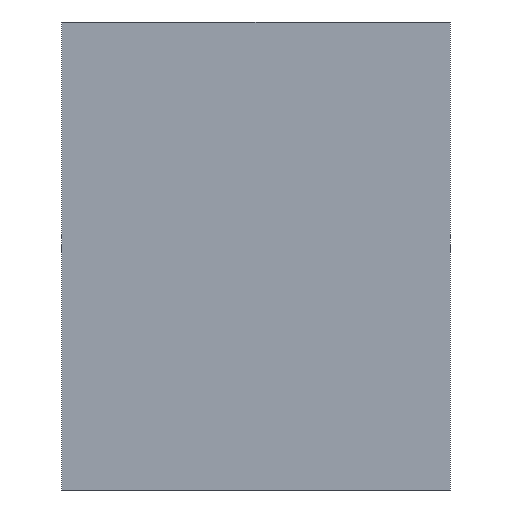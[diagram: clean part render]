
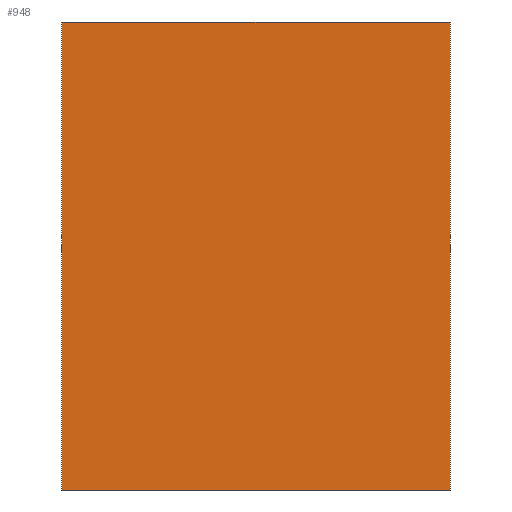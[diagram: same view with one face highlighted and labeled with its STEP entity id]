
A CAD part, front view. The second image highlights one B-rep face of the part: STEP entity #948.
In plain terms, the highlighted planar face has unit normal (0, -1, 0).
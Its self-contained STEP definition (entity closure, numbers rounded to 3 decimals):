
#81=LINE('',#1650,#153);
#85=LINE('',#1656,#157);
#86=LINE('',#1659,#158);
#88=LINE('',#1662,#160);
#153=VECTOR('',#1327,10.);
#157=VECTOR('',#1333,10.);
#158=VECTOR('',#1336,10.);
#160=VECTOR('',#1340,10.);
#190=PLANE('',#1056);
#291=FACE_OUTER_BOUND('',#371,.T.);
#371=EDGE_LOOP('',(#878,#879,#880,#881));
#506=VERTEX_POINT('',#1648);
#507=VERTEX_POINT('',#1649);
#508=VERTEX_POINT('',#1654);
#509=VERTEX_POINT('',#1658);
#626=EDGE_CURVE('',#506,#507,#81,.T.);
#630=EDGE_CURVE('',#507,#508,#85,.T.);
#631=EDGE_CURVE('',#508,#509,#86,.T.);
#633=EDGE_CURVE('',#509,#506,#88,.T.);
#878=ORIENTED_EDGE('',*,*,#633,.T.);
#879=ORIENTED_EDGE('',*,*,#626,.T.);
#880=ORIENTED_EDGE('',*,*,#630,.T.);
#881=ORIENTED_EDGE('',*,*,#631,.T.);
#948=ADVANCED_FACE('',(#291),#190,.F.);
#1056=AXIS2_PLACEMENT_3D('',#1663,#1341,#1342);
#1327=DIRECTION('',(0.,0.,-1.));
#1333=DIRECTION('',(1.,0.,0.));
#1336=DIRECTION('',(0.,0.,1.));
#1340=DIRECTION('',(-1.,0.,0.));
#1341=DIRECTION('center_axis',(0.,1.,0.));
#1342=DIRECTION('ref_axis',(0.,0.,1.));
#1648=CARTESIAN_POINT('',(-98.,0.,0.));
#1649=CARTESIAN_POINT('',(-98.,0.,-118.));
#1650=CARTESIAN_POINT('',(-98.,0.,0.));
#1654=CARTESIAN_POINT('',(0.,0.,-118.));
#1656=CARTESIAN_POINT('',(-98.,0.,-118.));
#1658=CARTESIAN_POINT('',(0.,0.,0.));
#1659=CARTESIAN_POINT('',(0.,0.,-118.));
#1662=CARTESIAN_POINT('',(0.,0.,0.));
#1663=CARTESIAN_POINT('Origin',(-49.,0.,-59.));
